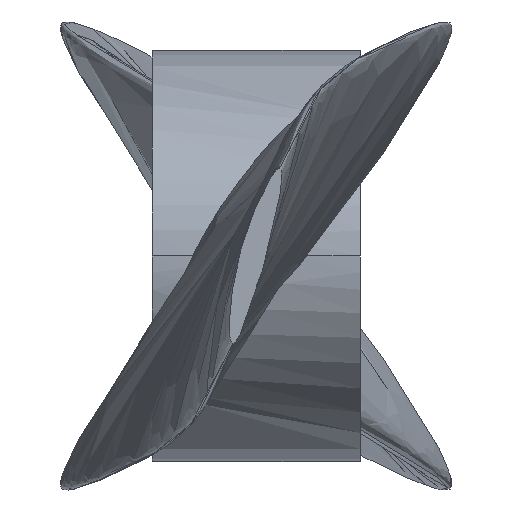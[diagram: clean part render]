
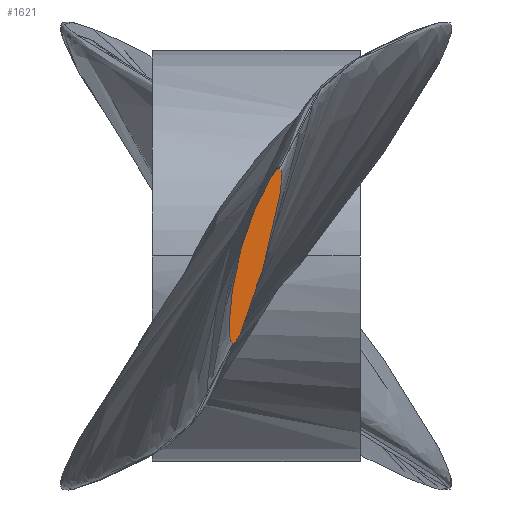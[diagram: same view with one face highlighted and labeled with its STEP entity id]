
A CAD part, left-side view. The second image highlights one B-rep face of the part: STEP entity #1621.
In plain terms, the highlighted planar face has unit normal (-1, 0, 0).
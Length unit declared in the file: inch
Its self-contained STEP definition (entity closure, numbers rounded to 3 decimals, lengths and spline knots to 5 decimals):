
#114 = VERTEX_POINT ( 'NONE', #263 ) ;
#160 = DIRECTION ( 'NONE',  ( -1., 0., 0. ) ) ;
#163 = EDGE_CURVE ( 'NONE', #243, #114, #1794, .T. ) ;
#198 = AXIS2_PLACEMENT_3D ( 'NONE', #1112, #160, #536 ) ;
#243 = VERTEX_POINT ( 'NONE', #430 ) ;
#263 = CARTESIAN_POINT ( 'NONE',  ( -2.525, 0.085, 0.09185 ) ) ;
#300 = CARTESIAN_POINT ( 'NONE',  ( -2.525, 0.07127, 0.08871 ) ) ;
#411 = FACE_OUTER_BOUND ( 'NONE', #1431, .T. ) ;
#430 = CARTESIAN_POINT ( 'NONE',  ( -2.525, 0.13384, -0.09176 ) ) ;
#536 = DIRECTION ( 'NONE',  ( 0., 0., 1. ) ) ;
#560 = CARTESIAN_POINT ( 'NONE',  ( -2.525, 0.085, 0.09185 ) ) ;
#568 = CARTESIAN_POINT ( 'NONE',  ( -2.525, 0.085, 0.09185 ) ) ;
#593 = CARTESIAN_POINT ( 'NONE',  ( -2.525, 0.13384, -0.09176 ) ) ;
#701 = CARTESIAN_POINT ( 'NONE',  ( -2.525, 0.13635, 0.00645 ) ) ;
#716 = B_SPLINE_CURVE_WITH_KNOTS ( 'NONE', 3,
 ( #560, #852, #701, #1283, #1276 ),
 .UNSPECIFIED., .F., .F.,
 ( 4, 1, 4 ),
 ( 0.49995, 0.74791, 1. ),
 .UNSPECIFIED. ) ;
#852 = CARTESIAN_POINT ( 'NONE',  ( -2.525, 0.092, 0.09266 ) ) ;
#1112 = CARTESIAN_POINT ( 'NONE',  ( -2.525, 0.085, 0.09184 ) ) ;
#1114 = EDGE_CURVE ( 'NONE', #114, #243, #716, .T. ) ;
#1155 = ORIENTED_EDGE ( 'NONE', *, *, #163, .T. ) ;
#1276 = CARTESIAN_POINT ( 'NONE',  ( -2.525, 0.13384, -0.09176 ) ) ;
#1283 = CARTESIAN_POINT ( 'NONE',  ( -2.525, 0.14071, -0.09047 ) ) ;
#1409 = ORIENTED_EDGE ( 'NONE', *, *, #1114, .T. ) ;
#1431 = EDGE_LOOP ( 'NONE', ( #1155, #1409 ) ) ;
#1534 = PLANE ( 'NONE',  #198 ) ;
#1621 = ADVANCED_FACE ( 'NONE', ( #411 ), #1534, .T. ) ;
#1702 = CARTESIAN_POINT ( 'NONE',  ( -2.525, 0.12031, -0.0943 ) ) ;
#1718 = CARTESIAN_POINT ( 'NONE',  ( -2.525, 0.08488, 0.09183 ) ) ;
#1794 = B_SPLINE_CURVE_WITH_KNOTS ( 'NONE', 3,
 ( #593, #1702, #300, #1718, #568 ),
 .UNSPECIFIED., .F., .F.,
 ( 4, 1, 4 ),
 ( 0., 0.49583, 0.49995 ),
 .UNSPECIFIED. ) ;
